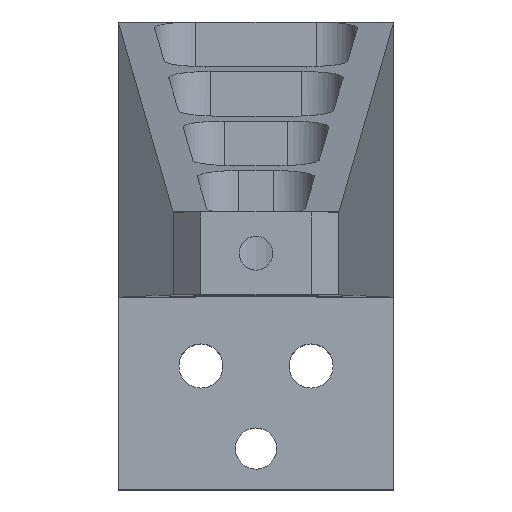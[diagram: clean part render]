
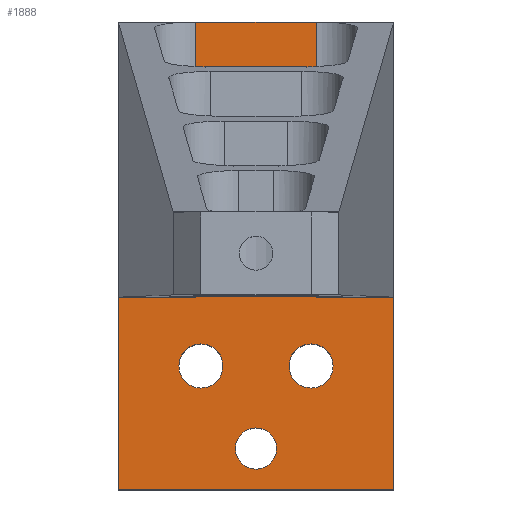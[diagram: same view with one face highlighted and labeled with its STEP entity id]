
A CAD part, top view. The second image highlights one B-rep face of the part: STEP entity #1888.
In plain terms, the highlighted planar face has unit normal (0, 0, 1).
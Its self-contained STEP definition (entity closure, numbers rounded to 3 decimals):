
#177=CARTESIAN_POINT('',(4.371,17.,7.0));
#178=VERTEX_POINT('',#177);
#186=CARTESIAN_POINT('',(4.371,-3.,7.0));
#187=VERTEX_POINT('',#186);
#188=CARTESIAN_POINT('',(4.371,17.,7.0));
#189=DIRECTION('',(0.0,-1.0,0.0));
#190=VECTOR('',#189,20.);
#191=LINE('',#188,#190);
#192=EDGE_CURVE('',#178,#187,#191,.T.);
#245=CARTESIAN_POINT('',(-4.371,17.0,7.));
#246=VERTEX_POINT('',#245);
#262=CARTESIAN_POINT('',(-4.371,-3.,7.));
#263=VERTEX_POINT('',#262);
#271=CARTESIAN_POINT('',(-4.371,17.0,7.));
#272=DIRECTION('',(0.0,-1.0,0.0));
#273=VECTOR('',#272,20.);
#274=LINE('',#271,#273);
#275=EDGE_CURVE('',#246,#263,#274,.T.);
#1246=CARTESIAN_POINT('',(5.6,-8.0,7.));
#1247=VERTEX_POINT('',#1246);
#1248=CARTESIAN_POINT('',(4.,-8.0,7.));
#1249=DIRECTION('',(0.0,0.0,-1.0));
#1250=DIRECTION('',(1.0,0.0,0.0));
#1251=AXIS2_PLACEMENT_3D('',#1248,#1249,#1250);
#1252=CIRCLE('',#1251,1.6);
#1253=EDGE_CURVE('',#1247,#1247,#1252,.T.);
#1274=CARTESIAN_POINT('',(-2.4,-8.,7.));
#1275=VERTEX_POINT('',#1274);
#1276=CARTESIAN_POINT('',(-4.,-8.,7.));
#1277=DIRECTION('',(0.0,0.0,-1.0));
#1278=DIRECTION('',(1.0,0.0,0.0));
#1279=AXIS2_PLACEMENT_3D('',#1276,#1277,#1278);
#1280=CIRCLE('',#1279,1.6);
#1281=EDGE_CURVE('',#1275,#1275,#1280,.T.);
#1291=CARTESIAN_POINT('',(1.5,10.,7.0));
#1292=VERTEX_POINT('',#1291);
#1293=CARTESIAN_POINT('',(0.,10.,7.0));
#1294=DIRECTION('',(0.0,0.0,1.0));
#1295=DIRECTION('',(-1.0,0.0,0.0));
#1296=AXIS2_PLACEMENT_3D('',#1293,#1294,#1295);
#1297=CIRCLE('',#1296,1.5);
#1298=EDGE_CURVE('',#1292,#1292,#1297,.T.);
#1319=CARTESIAN_POINT('',(1.5,-14.0,7.0));
#1320=VERTEX_POINT('',#1319);
#1321=CARTESIAN_POINT('',(0.,-14.0,7.0));
#1322=DIRECTION('',(0.0,0.0,-1.0));
#1323=DIRECTION('',(-1.0,0.0,0.0));
#1324=AXIS2_PLACEMENT_3D('',#1321,#1322,#1323);
#1325=CIRCLE('',#1324,1.5);
#1326=EDGE_CURVE('',#1320,#1320,#1325,.T.);
#1619=CARTESIAN_POINT('',(-10.,-3.,7.0));
#1620=VERTEX_POINT('',#1619);
#1716=CARTESIAN_POINT('',(10.,-3.,7.0));
#1717=VERTEX_POINT('',#1716);
#1758=CARTESIAN_POINT('',(-10.,-17.0,7.));
#1759=VERTEX_POINT('',#1758);
#1766=CARTESIAN_POINT('',(-10.,-17.0,7.));
#1767=DIRECTION('',(0.0,1.0,0.0));
#1768=VECTOR('',#1767,14.);
#1769=LINE('',#1766,#1768);
#1770=EDGE_CURVE('',#1759,#1620,#1769,.T.);
#1781=CARTESIAN_POINT('',(4.371,-3.,7.0));
#1782=DIRECTION('',(1.0,0.0,0.0));
#1783=VECTOR('',#1782,5.629);
#1784=LINE('',#1781,#1783);
#1785=EDGE_CURVE('',#187,#1717,#1784,.T.);
#1796=CARTESIAN_POINT('',(-10.,-3.,7.0));
#1797=DIRECTION('',(1.0,0.0,0.0));
#1798=VECTOR('',#1797,5.629);
#1799=LINE('',#1796,#1798);
#1800=EDGE_CURVE('',#1620,#263,#1799,.T.);
#1844=CARTESIAN_POINT('',(-10.,-3.,7.0));
#1845=DIRECTION('',(0.0,0.0,-1.0));
#1846=DIRECTION('',(-1.0,0.0,0.0));
#1847=AXIS2_PLACEMENT_3D('',#1844,#1845,#1846);
#1848=PLANE('',#1847);
#1849=ORIENTED_EDGE('',*,*,#1800,.F.);
#1850=ORIENTED_EDGE('',*,*,#1770,.F.);
#1851=CARTESIAN_POINT('',(10.,-17.0,7.));
#1852=VERTEX_POINT('',#1851);
#1853=CARTESIAN_POINT('',(10.,-17.,7.));
#1854=DIRECTION('',(-1.0,0.0,0.0));
#1855=VECTOR('',#1854,20.);
#1856=LINE('',#1853,#1855);
#1857=EDGE_CURVE('',#1852,#1759,#1856,.T.);
#1858=ORIENTED_EDGE('',*,*,#1857,.F.);
#1859=CARTESIAN_POINT('',(10.,-3.,7.));
#1860=DIRECTION('',(0.0,-1.0,0.0));
#1861=VECTOR('',#1860,14.);
#1862=LINE('',#1859,#1861);
#1863=EDGE_CURVE('',#1717,#1852,#1862,.T.);
#1864=ORIENTED_EDGE('',*,*,#1863,.F.);
#1865=ORIENTED_EDGE('',*,*,#1785,.F.);
#1866=ORIENTED_EDGE('',*,*,#192,.F.);
#1867=CARTESIAN_POINT('',(-4.371,17.0,7.));
#1868=DIRECTION('',(1.0,0.0,0.0));
#1869=VECTOR('',#1868,8.742);
#1870=LINE('',#1867,#1869);
#1871=EDGE_CURVE('',#246,#178,#1870,.T.);
#1872=ORIENTED_EDGE('',*,*,#1871,.F.);
#1873=ORIENTED_EDGE('',*,*,#275,.T.);
#1874=EDGE_LOOP('',(#1849,#1850,#1858,#1864,#1865,#1866,#1872,#1873));
#1875=FACE_OUTER_BOUND('',#1874,.T.);
#1876=ORIENTED_EDGE('',*,*,#1298,.F.);
#1877=EDGE_LOOP('',(#1876));
#1878=FACE_BOUND('',#1877,.T.);
#1879=ORIENTED_EDGE('',*,*,#1253,.T.);
#1880=EDGE_LOOP('',(#1879));
#1881=FACE_BOUND('',#1880,.T.);
#1882=ORIENTED_EDGE('',*,*,#1326,.T.);
#1883=EDGE_LOOP('',(#1882));
#1884=FACE_BOUND('',#1883,.T.);
#1885=ORIENTED_EDGE('',*,*,#1281,.T.);
#1886=EDGE_LOOP('',(#1885));
#1887=FACE_BOUND('',#1886,.T.);
#1888=ADVANCED_FACE('',(#1875,#1878,#1881,#1884,#1887),#1848,.F.);
